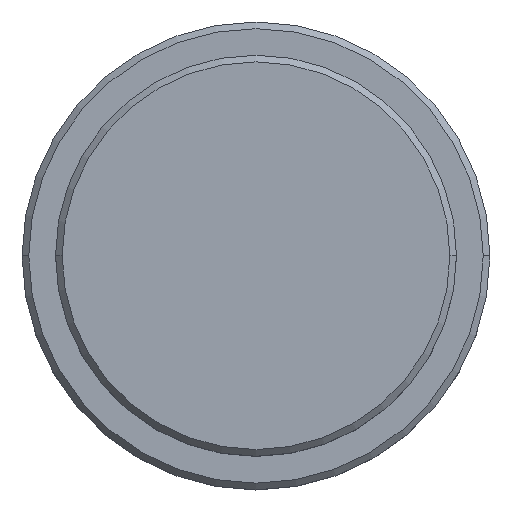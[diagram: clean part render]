
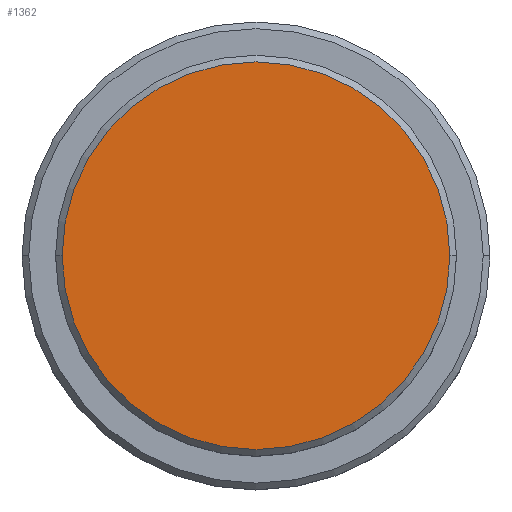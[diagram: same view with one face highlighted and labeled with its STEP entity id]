
A CAD part, top view. The second image highlights one B-rep face of the part: STEP entity #1362.
In plain terms, the highlighted planar face has unit normal (0, 0, 1).
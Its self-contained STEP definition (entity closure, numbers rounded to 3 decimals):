
#69 = CARTESIAN_POINT ( 'NONE',  ( 14.5, 0., 0. ) ) ;
#103 = CARTESIAN_POINT ( 'NONE',  ( 0., 0., 0. ) ) ;
#148 = PLANE ( 'NONE',  #184 ) ;
#184 = AXIS2_PLACEMENT_3D ( 'NONE', #1018, #1353, #595 ) ;
#452 = DIRECTION ( 'NONE',  ( 0., 0., 1. ) ) ;
#495 = EDGE_LOOP ( 'NONE', ( #946, #1065 ) ) ;
#595 = DIRECTION ( 'NONE',  ( 1., 0., 0. ) ) ;
#670 = CIRCLE ( 'NONE', #1026, 14.5 ) ;
#746 = EDGE_CURVE ( 'NONE', #836, #1033, #1045, .T. ) ;
#771 = EDGE_CURVE ( 'NONE', #1033, #836, #670, .T. ) ;
#785 = DIRECTION ( 'NONE',  ( 0., 0., 1. ) ) ;
#836 = VERTEX_POINT ( 'NONE', #1128 ) ;
#946 = ORIENTED_EDGE ( 'NONE', *, *, #746, .T. ) ;
#980 = CARTESIAN_POINT ( 'NONE',  ( 0., 0., 0. ) ) ;
#1018 = CARTESIAN_POINT ( 'NONE',  ( 0., 0., 0. ) ) ;
#1026 = AXIS2_PLACEMENT_3D ( 'NONE', #103, #785, #1417 ) ;
#1033 = VERTEX_POINT ( 'NONE', #69 ) ;
#1045 = CIRCLE ( 'NONE', #1236, 14.5 ) ;
#1065 = ORIENTED_EDGE ( 'NONE', *, *, #771, .T. ) ;
#1083 = DIRECTION ( 'NONE',  ( 1., 0., 0. ) ) ;
#1128 = CARTESIAN_POINT ( 'NONE',  ( -14.5, 0., 0. ) ) ;
#1236 = AXIS2_PLACEMENT_3D ( 'NONE', #980, #452, #1083 ) ;
#1331 = FACE_OUTER_BOUND ( 'NONE', #495, .T. ) ;
#1353 = DIRECTION ( 'NONE',  ( 0., 0., 1. ) ) ;
#1362 = ADVANCED_FACE ( 'NONE', ( #1331 ), #148, .T. ) ;
#1417 = DIRECTION ( 'NONE',  ( 1., 0., 0. ) ) ;
